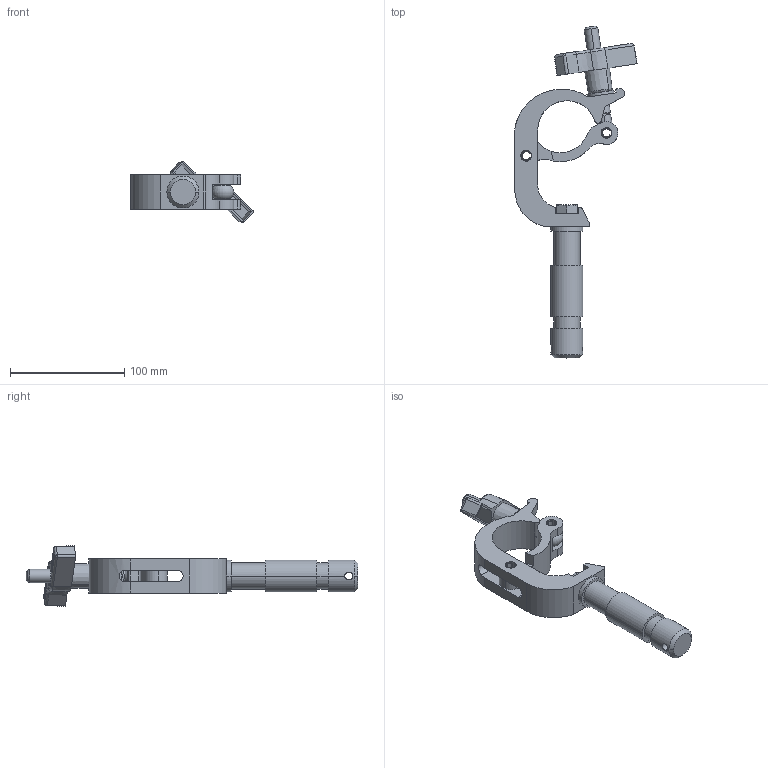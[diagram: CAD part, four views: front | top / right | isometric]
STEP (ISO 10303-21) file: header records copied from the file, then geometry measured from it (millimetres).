
FILE_DESCRIPTION (( 'STEP AP203' ), '1' );
FILE_NAME ('T58864.STEP', '2018-08-13T11:53:14', ( '' ), ( '' ), 'SwSTEP 2.0', 'SolidWorks 2016', '' );
FILE_SCHEMA (( 'CONFIG_CONTROL_DESIGN' ));
Length unit declared in the file: millimetre
Products named in the file (14): TH733; T58864; Hex Bolt_ISO 4016 - M12 x 45 x 45-WS; TH013_NO STAMPING; TH2023_30MM WIDE; TH1247; T58860; T74303_Bolt Spaced 11mm; A Washer_Bright washer BS 4320 - M12 (Form A); S0123; F791; TH1304_TH1304; TH2024_30MM WIDE; T78052
Assembly tree (14 placements, depth 4):
  T58864
    T58860
      TH013_NO STAMPING
        TH2023_30MM WIDE
      TH1304_TH1304
        TH2024_30MM WIDE
      F791  x2
      T78052
        TH733
        A Washer_Bright washer BS 4320 - M12 (Form A)
        S0123
    T74303_Bolt Spaced 11mm
      TH1247
      Hex Bolt_ISO 4016 - M12 x 45 x 45-WS
Bounding box: 107.26 x 290.52 x 52.78 mm (x, y, z)
Volume: 204463 mm3; surface area: 67938.4 mm2
Topology: 9 solids, 9 shells, 628 faces, 1634 edges, 1047 vertices
Faces by surface type: plane 209, cylinder 187, cone 148, bspline 74, torus 10
Entity records: 25540 total; most frequent: CARTESIAN_POINT 9031, ORIENTED_EDGE 3180, DIRECTION 3106, EDGE_CURVE 1590, AXIS2_PLACEMENT_3D 1138, VERTEX_POINT 1023, LINE 830, VECTOR 830
